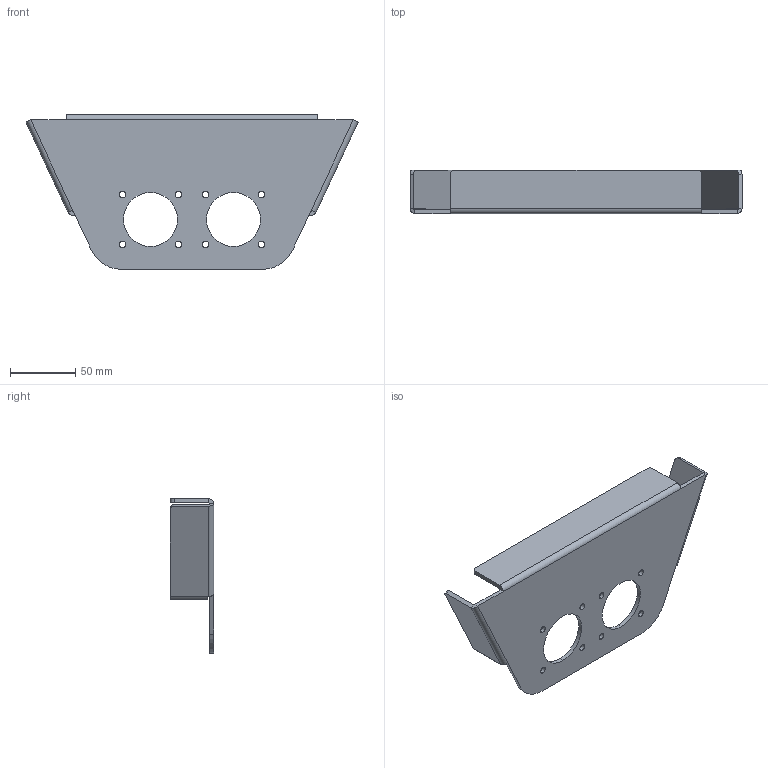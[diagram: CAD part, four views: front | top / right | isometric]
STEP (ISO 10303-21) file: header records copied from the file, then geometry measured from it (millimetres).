
FILE_DESCRIPTION (( 'STEP AP214' ), '1' );
FILE_NAME ('am-5106 Apex Bracket.STEP', '2023-03-23T17:22:29', ( '' ), ( '' ), 'SwSTEP 2.0', 'SolidWorks 2022', '' );
FILE_SCHEMA (( 'AUTOMOTIVE_DESIGN' ));
Length unit declared in the file: inch
Products named in the file (1): am-5106 Apex Bracket
Bounding box: 253.99 x 33.34 x 118.24 mm (x, y, z)
Volume: 101779.8 mm3; surface area: 68576.6 mm2
Topology: 1 solids, 1 shells, 90 faces, 224 edges, 136 vertices
Faces by surface type: cylinder 48, plane 42
Entity records: 2760 total; most frequent: DIRECTION 502, CARTESIAN_POINT 451, ORIENTED_EDGE 448, EDGE_CURVE 224, AXIS2_PLACEMENT_3D 187, VERTEX_POINT 136, VECTOR 128, LINE 128
